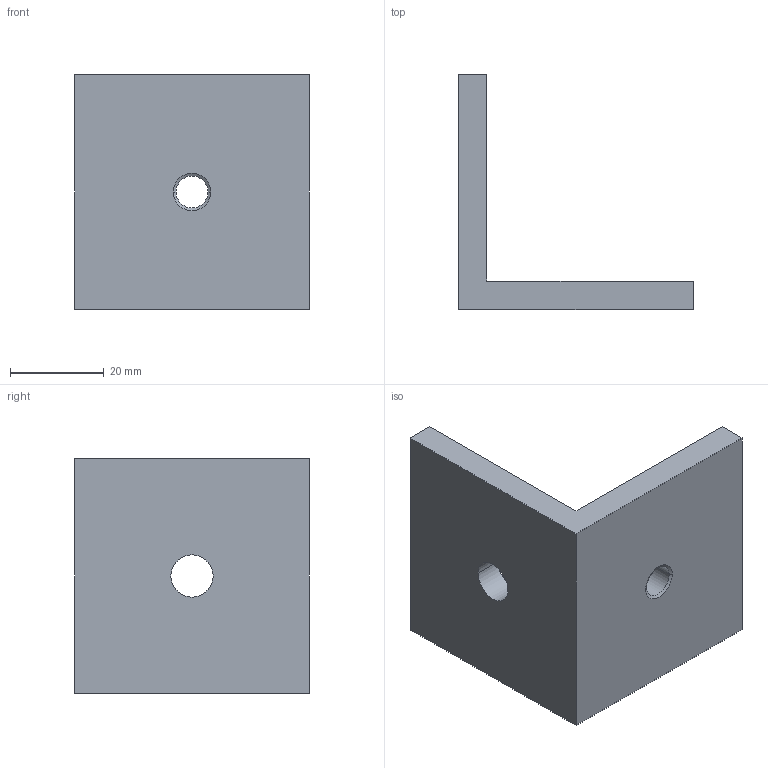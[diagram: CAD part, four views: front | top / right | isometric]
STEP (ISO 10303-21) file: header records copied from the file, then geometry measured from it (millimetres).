
FILE_DESCRIPTION(('Creo Elements/Direct Modeling STEP Export'),'2;1');
FILE_NAME('55.0205.2_Haltewinkel-MMS-55_50x50x50x6-M8.stp','2022-03-21T 8:07:17',(''),(''),'PTC Creo Elements/Direct Modeling STEP processor for AP214 (Solid Model)','PTC Creo Elements/Direct Modeling 19.0C 15-Aug-2015 (C) Parametric Technology GmbH','');
FILE_SCHEMA(('AUTOMOTIVE_DESIGN { 1 0 10303 214 1 1 1 1 }'));
Length unit declared in the file: millimetre
Products named in the file (2): Haltewinkel-MMS-55_50x50x50x6-M8_55.0205.2_PX176170
Assembly tree (1 placements, depth 2):
  Haltewinkel-MMS-55_50x50x50x6-M8_55.0205.2_PX176170
    Haltewinkel-MMS-55_50x50x50x6-M8_55.0205.2_PX176170
Bounding box: 50 x 50 x 50 mm (x, y, z)
Volume: 27595.7 mm3; surface area: 11215.5 mm2
Topology: 1 solids, 1 shells, 16 faces, 38 edges, 24 vertices
Faces by surface type: plane 8, cylinder 4, cone 4
Entity records: 501 total; most frequent: ORIENTED_EDGE 76, CARTESIAN_POINT 74, DIRECTION 74, EDGE_CURVE 38, VECTOR 26, LINE 26, AXIS2_PLACEMENT_3D 24, VERTEX_POINT 24
